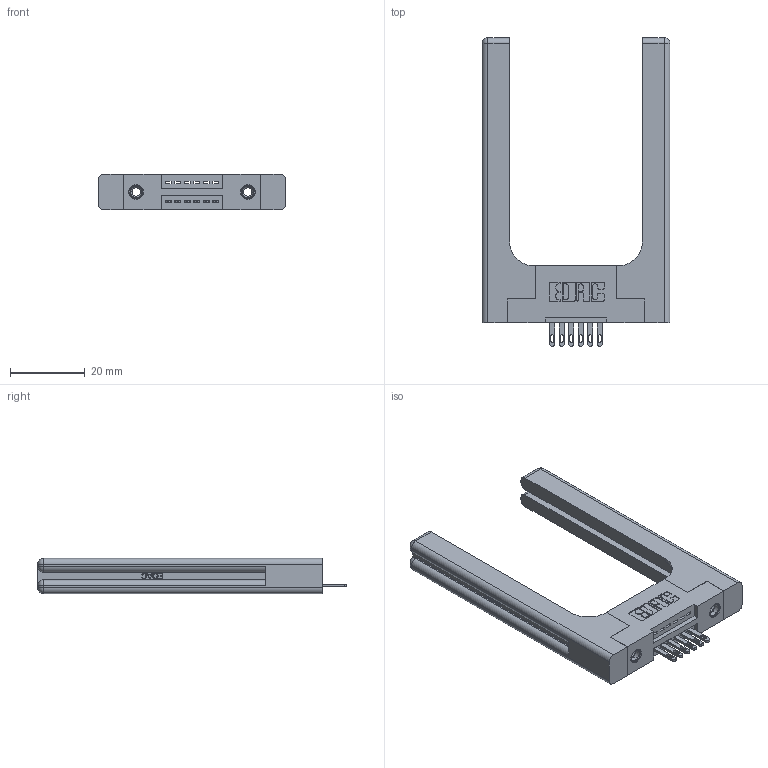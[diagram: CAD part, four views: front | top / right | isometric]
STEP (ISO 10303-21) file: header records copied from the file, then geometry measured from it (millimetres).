
FILE_DESCRIPTION (( 'STEP AP203' ), '1' );
FILE_NAME ('345-006-500-158.STEP', '2019-10-03T15:00:48', ( '' ), ( '' ), 'SwSTEP 2.0', 'SolidWorks 2016', '' );
FILE_SCHEMA (( 'CONFIG_CONTROL_DESIGN' ));
Length unit declared in the file: inch
Products named in the file (5): 345-292-001_345-293-100; 345 Part_Flush Mounting Lugs - 0.156 Dia-TH; 345-220-058_345-220-058; 345-006-500-158; 345-250-001_345-250-001-102
Assembly tree (11 placements, depth 2):
  345-006-500-158
    345 Part_Flush Mounting Lugs - 0.156 Dia-TH
    345-292-001_345-293-100  x6
    345-250-001_345-250-001-102  x2
    345-220-058_345-220-058  x2
Bounding box: 50.27 x 82.47 x 9.4 mm (x, y, z)
Volume: 12988.1 mm3; surface area: 10787.5 mm2
Topology: 11 solids, 11 shells, 706 faces, 2015 edges, 1322 vertices
Faces by surface type: plane 432, cylinder 214, bspline 36, cone 12, sphere 8, torus 4
Entity records: 14474 total; most frequent: CARTESIAN_POINT 3479, ORIENTED_EDGE 2216, DIRECTION 2040, EDGE_CURVE 1108, VECTOR 856, LINE 856, VERTEX_POINT 730, AXIS2_PLACEMENT_3D 592
